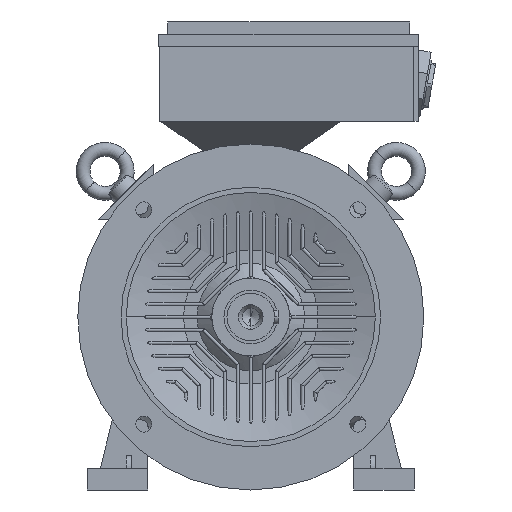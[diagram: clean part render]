
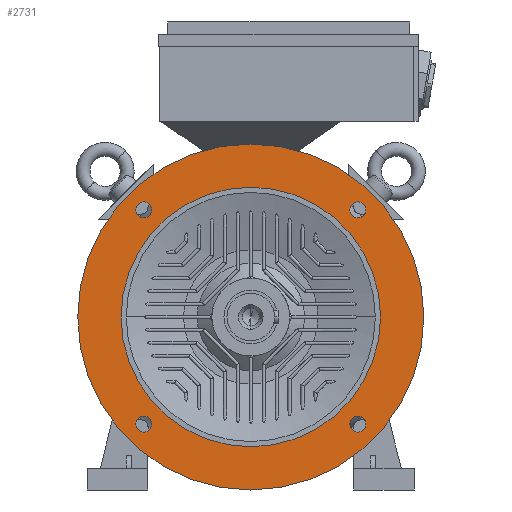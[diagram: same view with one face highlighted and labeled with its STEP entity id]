
A CAD part, left-side view. The second image highlights one B-rep face of the part: STEP entity #2731.
In plain terms, the highlighted planar face has unit normal (-1, 0, 0).
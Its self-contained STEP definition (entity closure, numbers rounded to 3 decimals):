
#2731=ADVANCED_FACE('',(#6185,#6186,#6187,#6188,#6189,#6190),#6191,.T.);
#6185=FACE_BOUND('',#10362,.T.);
#6186=FACE_BOUND('',#10363,.T.);
#6187=FACE_BOUND('',#10364,.T.);
#6188=FACE_BOUND('',#10365,.T.);
#6189=FACE_OUTER_BOUND('',#10366,.T.);
#6190=FACE_BOUND('',#10367,.T.);
#6191=PLANE('',#10368);
#10362=EDGE_LOOP('',(#18731,#18732));
#10363=EDGE_LOOP('',(#18733,#18734));
#10364=EDGE_LOOP('',(#18735,#18736));
#10365=EDGE_LOOP('',(#18737,#18738));
#10366=EDGE_LOOP('',(#18739,#18740));
#10367=EDGE_LOOP('',(#18741,#18742));
#10368=AXIS2_PLACEMENT_3D('',#18743,#18744,#18745);
#18731=ORIENTED_EDGE('',*,*,#28099,.T.);
#18732=ORIENTED_EDGE('',*,*,#25735,.T.);
#18733=ORIENTED_EDGE('',*,*,#28100,.T.);
#18734=ORIENTED_EDGE('',*,*,#25740,.T.);
#18735=ORIENTED_EDGE('',*,*,#28101,.T.);
#18736=ORIENTED_EDGE('',*,*,#25745,.T.);
#18737=ORIENTED_EDGE('',*,*,#28102,.T.);
#18738=ORIENTED_EDGE('',*,*,#25750,.T.);
#18739=ORIENTED_EDGE('',*,*,#25755,.F.);
#18740=ORIENTED_EDGE('',*,*,#28103,.F.);
#18741=ORIENTED_EDGE('',*,*,#25841,.T.);
#18742=ORIENTED_EDGE('',*,*,#27969,.T.);
#18743=CARTESIAN_POINT('',(-87.0,175.0,0.0));
#18744=DIRECTION('',(-1.0,0.0,0.0));
#18745=DIRECTION('',(0.0,-1.0,0.0));
#25735=EDGE_CURVE('',#31080,#31077,#31081,.T.);
#25740=EDGE_CURVE('',#31089,#31086,#31090,.T.);
#25745=EDGE_CURVE('',#31098,#31095,#31099,.T.);
#25750=EDGE_CURVE('',#31107,#31104,#31108,.T.);
#25755=EDGE_CURVE('',#31113,#31116,#31117,.T.);
#25841=EDGE_CURVE('',#31263,#31267,#31269,.T.);
#27969=EDGE_CURVE('',#31267,#31263,#34394,.T.);
#28099=EDGE_CURVE('',#31077,#31080,#34582,.T.);
#28100=EDGE_CURVE('',#31086,#31089,#34583,.T.);
#28101=EDGE_CURVE('',#31095,#31098,#34584,.T.);
#28102=EDGE_CURVE('',#31104,#31107,#34585,.T.);
#28103=EDGE_CURVE('',#31116,#31113,#34586,.T.);
#31077=VERTEX_POINT('',#39619);
#31080=VERTEX_POINT('',#39623);
#31081=CIRCLE('',#39624,9.25);
#31086=VERTEX_POINT('',#39630);
#31089=VERTEX_POINT('',#39634);
#31090=CIRCLE('',#39635,9.25);
#31095=VERTEX_POINT('',#39641);
#31098=VERTEX_POINT('',#39645);
#31099=CIRCLE('',#39646,9.25);
#31104=VERTEX_POINT('',#39652);
#31107=VERTEX_POINT('',#39656);
#31108=CIRCLE('',#39657,9.25);
#31113=VERTEX_POINT('',#39663);
#31116=VERTEX_POINT('',#39667);
#31117=CIRCLE('',#39668,200.0);
#31263=VERTEX_POINT('',#39981);
#31267=VERTEX_POINT('',#39986);
#31269=CIRCLE('',#39989,150.0);
#34394=CIRCLE('',#48166,150.0);
#34582=CIRCLE('',#48478,9.25);
#34583=CIRCLE('',#48479,9.25);
#34584=CIRCLE('',#48480,9.25);
#34585=CIRCLE('',#48481,9.25);
#34586=CIRCLE('',#48482,200.0);
#39619=CARTESIAN_POINT('',(-87.0,-130.284,-130.284));
#39623=CARTESIAN_POINT('',(-87.0,-117.203,-117.203));
#39624=AXIS2_PLACEMENT_3D('',#63315,#63316,#63317);
#39630=CARTESIAN_POINT('',(-87.0,130.284,-130.284));
#39634=CARTESIAN_POINT('',(-87.0,117.203,-117.203));
#39635=AXIS2_PLACEMENT_3D('',#63323,#63324,#63325);
#39641=CARTESIAN_POINT('',(-87.0,130.284,130.284));
#39645=CARTESIAN_POINT('',(-87.0,117.203,117.203));
#39646=AXIS2_PLACEMENT_3D('',#63331,#63332,#63333);
#39652=CARTESIAN_POINT('',(-87.0,-130.284,130.284));
#39656=CARTESIAN_POINT('',(-87.0,-117.203,117.203));
#39657=AXIS2_PLACEMENT_3D('',#63339,#63340,#63341);
#39663=CARTESIAN_POINT('',(-87.0,200.0,0.0));
#39667=CARTESIAN_POINT('',(-87.0,-200.0,0.));
#39668=AXIS2_PLACEMENT_3D('',#63347,#63348,#63349);
#39981=CARTESIAN_POINT('',(-87.0,150.0,0.0));
#39986=CARTESIAN_POINT('',(-87.0,-150.0,0.));
#39989=AXIS2_PLACEMENT_3D('',#63468,#63469,#63470);
#48166=AXIS2_PLACEMENT_3D('',#65367,#65368,#65369);
#48478=AXIS2_PLACEMENT_3D('',#65489,#65490,#65491);
#48479=AXIS2_PLACEMENT_3D('',#65492,#65493,#65494);
#48480=AXIS2_PLACEMENT_3D('',#65495,#65496,#65497);
#48481=AXIS2_PLACEMENT_3D('',#65498,#65499,#65500);
#48482=AXIS2_PLACEMENT_3D('',#65501,#65502,#65503);
#63315=CARTESIAN_POINT('',(-87.0,-123.744,-123.744));
#63316=DIRECTION('',(1.0,0.0,0.0));
#63317=DIRECTION('',(0.0,-0.707,-0.707));
#63323=CARTESIAN_POINT('',(-87.0,123.744,-123.744));
#63324=DIRECTION('',(1.0,-0.0,0.0));
#63325=DIRECTION('',(0.0,0.707,-0.707));
#63331=CARTESIAN_POINT('',(-87.0,123.744,123.744));
#63332=DIRECTION('',(1.0,0.0,-0.0));
#63333=DIRECTION('',(0.0,0.707,0.707));
#63339=CARTESIAN_POINT('',(-87.0,-123.744,123.744));
#63340=DIRECTION('',(1.0,0.0,-0.0));
#63341=DIRECTION('',(0.0,-0.707,0.707));
#63347=CARTESIAN_POINT('',(-87.0,0.0,0.0));
#63348=DIRECTION('',(1.0,0.0,0.0));
#63349=DIRECTION('',(0.0,1.0,0.0));
#63468=CARTESIAN_POINT('',(-87.0,0.0,0.0));
#63469=DIRECTION('',(1.0,0.0,0.0));
#63470=DIRECTION('',(0.0,1.0,0.0));
#65367=CARTESIAN_POINT('',(-87.0,0.0,0.0));
#65368=DIRECTION('',(1.0,0.0,0.0));
#65369=DIRECTION('',(0.0,1.0,0.0));
#65489=CARTESIAN_POINT('',(-87.0,-123.744,-123.744));
#65490=DIRECTION('',(1.0,0.0,0.0));
#65491=DIRECTION('',(0.0,-0.707,-0.707));
#65492=CARTESIAN_POINT('',(-87.0,123.744,-123.744));
#65493=DIRECTION('',(1.0,-0.0,0.0));
#65494=DIRECTION('',(0.0,0.707,-0.707));
#65495=CARTESIAN_POINT('',(-87.0,123.744,123.744));
#65496=DIRECTION('',(1.0,0.0,-0.0));
#65497=DIRECTION('',(0.0,0.707,0.707));
#65498=CARTESIAN_POINT('',(-87.0,-123.744,123.744));
#65499=DIRECTION('',(1.0,0.0,-0.0));
#65500=DIRECTION('',(0.0,-0.707,0.707));
#65501=CARTESIAN_POINT('',(-87.0,0.0,0.0));
#65502=DIRECTION('',(1.0,0.0,0.0));
#65503=DIRECTION('',(0.0,1.0,0.0));
